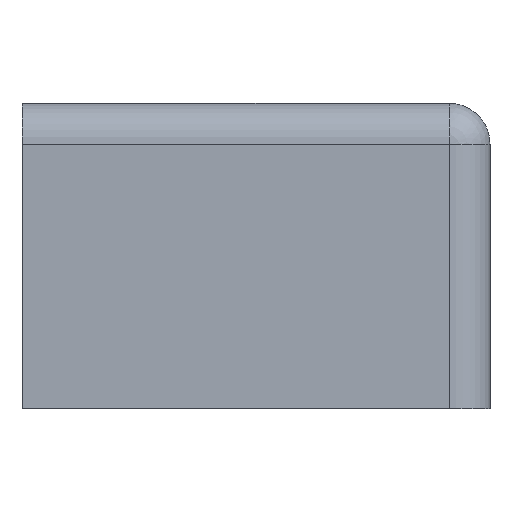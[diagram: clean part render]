
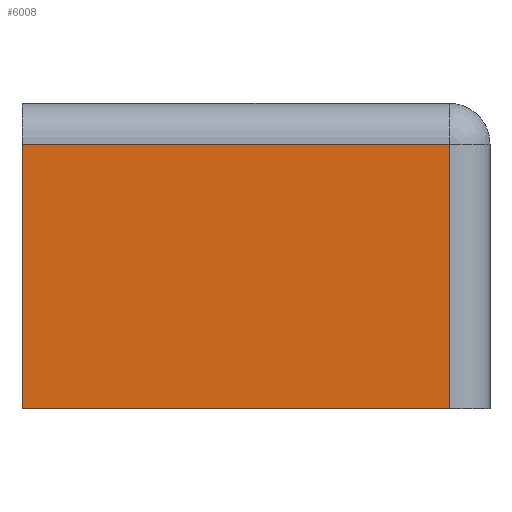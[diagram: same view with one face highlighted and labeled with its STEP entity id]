
A CAD part, left-side view. The second image highlights one B-rep face of the part: STEP entity #6008.
In plain terms, the highlighted planar face has unit normal (-1, 0, 0).
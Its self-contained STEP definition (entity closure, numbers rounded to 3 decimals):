
#5594=CARTESIAN_POINT('',(-8.5,-23.,0.));
#5595=VERTEX_POINT('',#5594);
#5603=CARTESIAN_POINT('',(-8.5,-2.,0.));
#5604=VERTEX_POINT('',#5603);
#5605=CARTESIAN_POINT('',(-8.5,-23.,0.));
#5606=DIRECTION('',(0.,1.,0.));
#5607=VECTOR('',#5606,21.);
#5608=LINE('',#5605,#5607);
#5609=EDGE_CURVE('',#5595,#5604,#5608,.T.);
#5651=CARTESIAN_POINT('',(-8.5,-2.,13.));
#5652=VERTEX_POINT('',#5651);
#5653=CARTESIAN_POINT('',(-8.5,-2.,0.));
#5654=DIRECTION('',(0.,0.,1.));
#5655=VECTOR('',#5654,13.);
#5656=LINE('',#5653,#5655);
#5657=EDGE_CURVE('',#5604,#5652,#5656,.T.);
#5985=CARTESIAN_POINT('',(-8.5,-1.,-70.913));
#5986=DIRECTION('',(-1.,0.,0.));
#5987=DIRECTION('',(0.,0.,1.));
#5988=AXIS2_PLACEMENT_3D('',#5985,#5986,#5987);
#5989=PLANE('',#5988);
#5990=ORIENTED_EDGE('',*,*,#5609,.F.);
#5991=CARTESIAN_POINT('',(-8.5,-23.,13.));
#5992=VERTEX_POINT('',#5991);
#5993=CARTESIAN_POINT('',(-8.5,-23.,0.));
#5994=DIRECTION('',(-0.,-0.,1.));
#5995=VECTOR('',#5994,13.);
#5996=LINE('',#5993,#5995);
#5997=EDGE_CURVE('',#5595,#5992,#5996,.T.);
#5998=ORIENTED_EDGE('',*,*,#5997,.T.);
#5999=CARTESIAN_POINT('',(-8.5,-23.,13.));
#6000=DIRECTION('',(-0.,1.,-0.));
#6001=VECTOR('',#6000,21.);
#6002=LINE('',#5999,#6001);
#6003=EDGE_CURVE('',#5992,#5652,#6002,.T.);
#6004=ORIENTED_EDGE('',*,*,#6003,.T.);
#6005=ORIENTED_EDGE('',*,*,#5657,.F.);
#6006=EDGE_LOOP('',(#5990,#5998,#6004,#6005));
#6007=FACE_BOUND('',#6006,.T.);
#6008=ADVANCED_FACE('',(#6007),#5989,.T.);
